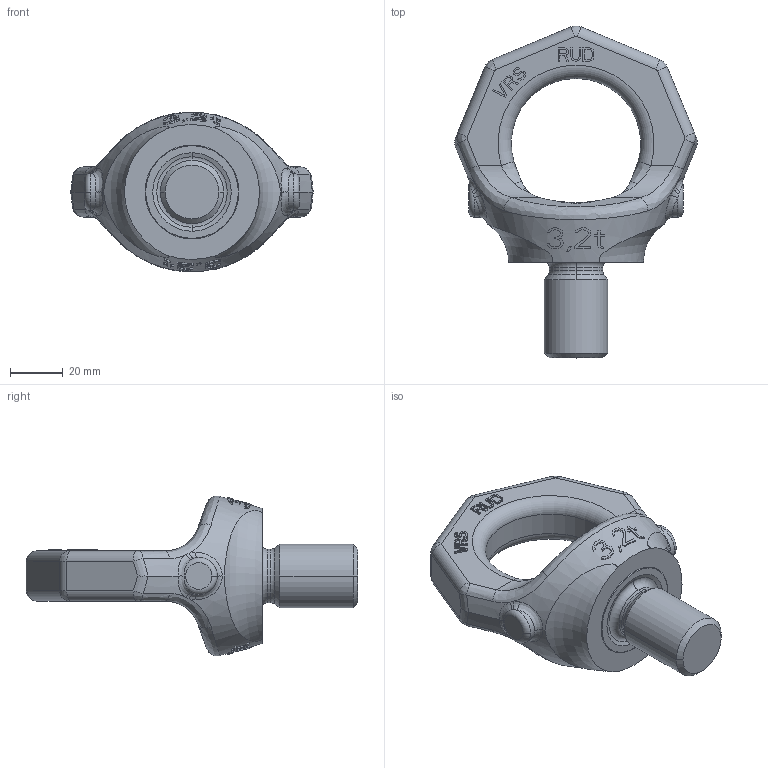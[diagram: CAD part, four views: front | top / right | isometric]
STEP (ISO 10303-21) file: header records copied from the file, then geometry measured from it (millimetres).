
FILE_DESCRIPTION((''),'2;1');
FILE_NAME('001-M35309-P-1_ASM','2016-01-15T',('Andreas.Wendler'),(''),'PRO/ENGINEER BY PARAMETRIC TECHNOLOGY CORPORATION, 2010140','PRO/ENGINEER BY PARAMETRIC TECHNOLOGY CORPORATION, 2010140','');
FILE_SCHEMA(('CONFIG_CONTROL_DESIGN'));
Length unit declared in the file: millimetre
Products named in the file (3): 001-M35309-P-1; 001-M35106-P-1; 001-M35309-P-1_ASM
Assembly tree (2 placements, depth 2):
  001-M35309-P-1_ASM
    001-M35309-P-1
    001-M35106-P-1
Bounding box: 91.71 x 125.52 x 60.43 mm (x, y, z)
Volume: 126091.4 mm3; surface area: 29377.9 mm2
Topology: 2 solids, 2 shells, 600 faces, 1648 edges, 1072 vertices
Faces by surface type: plane 470, bspline 68, cylinder 34, torus 14, cone 10, sphere 4
Entity records: 23092 total; most frequent: CARTESIAN_POINT 9039, ORIENTED_EDGE 3296, DIRECTION 2292, EDGE_CURVE 1648, VERTEX_POINT 1072, VECTOR 954, LINE 954, AXIS2_PLACEMENT_3D 669
